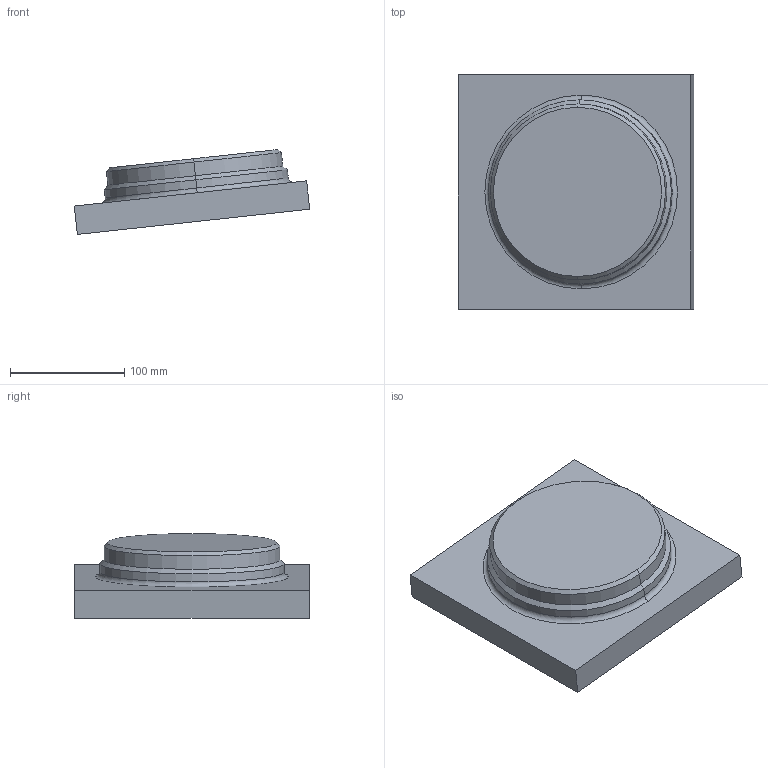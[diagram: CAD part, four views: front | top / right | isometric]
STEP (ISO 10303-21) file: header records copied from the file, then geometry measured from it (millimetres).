
FILE_DESCRIPTION( ( 'STEP AP203' ), '1' );
FILE_NAME( ' ', ' ', ( ' ' ), ( ' ' ), 'PSStep 10.1', ' ', ' ' );
FILE_SCHEMA( ( 'CONFIG_CONTROL_DESIGN' ) );
Length unit declared in the file: millimetre
Products named in the file (1): 1
Bounding box: 206.2 x 205.2 x 74.35 mm (x, y, z)
Volume: 1633681.9 mm3; surface area: 116520.8 mm2
Topology: 1 solids, 1 shells, 17 faces, 34 edges, 20 vertices
Faces by surface type: plane 7, cone 4, cylinder 4, torus 2
Entity records: 482 total; most frequent: DIRECTION 84, CARTESIAN_POINT 72, ORIENTED_EDGE 68, EDGE_CURVE 34, AXIS2_PLACEMENT_3D 32, VERTEX_POINT 20, LINE 20, VECTOR 20
